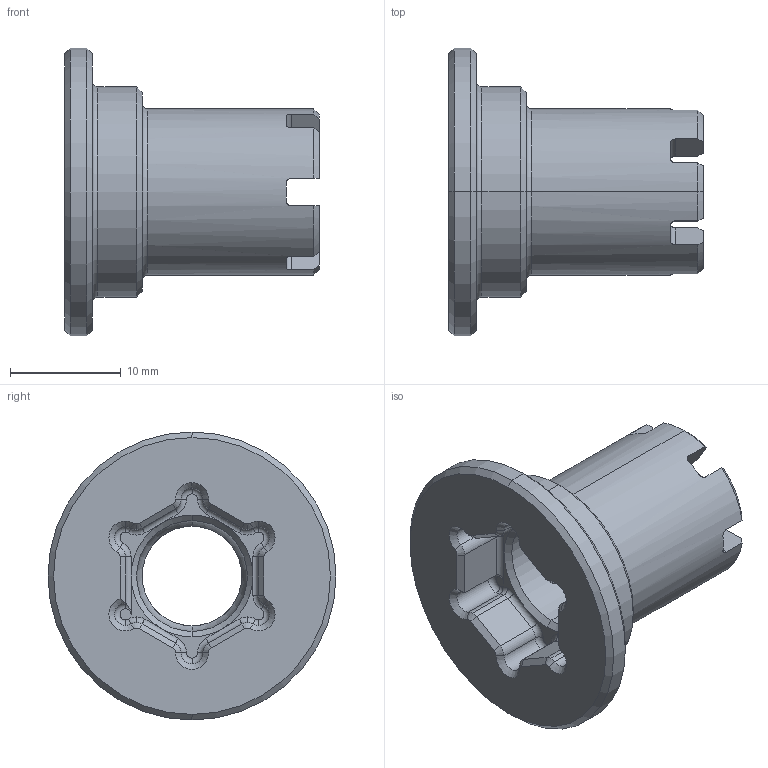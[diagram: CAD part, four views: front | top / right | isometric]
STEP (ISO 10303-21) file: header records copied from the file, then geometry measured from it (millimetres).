
FILE_DESCRIPTION (( 'STEP AP203' ), '1' );
FILE_NAME ('TA00-12-02-0008蟀裝种渀.step', '2025-06-04T07:57:51', ( '' ), ( 'HP' ), 'SwSTEP 2.0', 'SolidWorks 2023', '' );
FILE_SCHEMA (( 'CONFIG_CONTROL_DESIGN' ));
Length unit declared in the file: millimetre
Products named in the file (1): TA00-12-02-0008连杆销针
Bounding box: 23 x 26 x 26 mm (x, y, z)
Volume: 3306.6 mm3; surface area: 2818 mm2
Topology: 1 solids, 1 shells, 171 faces, 425 edges, 257 vertices
Faces by surface type: cylinder 50, plane 45, cone 44, torus 32
Entity records: 5262 total; most frequent: CARTESIAN_POINT 1058, DIRECTION 929, ORIENTED_EDGE 850, EDGE_CURVE 425, AXIS2_PLACEMENT_3D 382, VERTEX_POINT 257, CIRCLE 210, EDGE_LOOP 174
